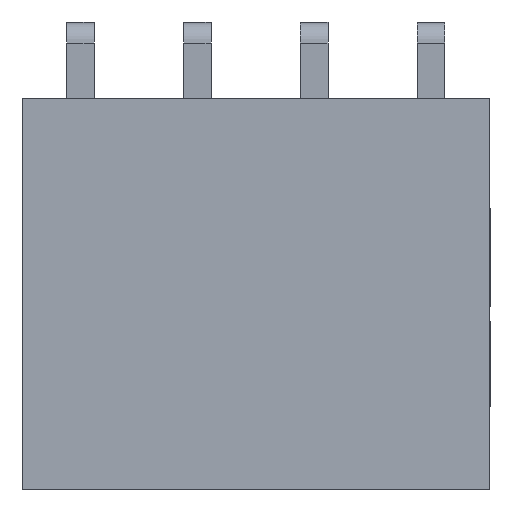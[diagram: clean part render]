
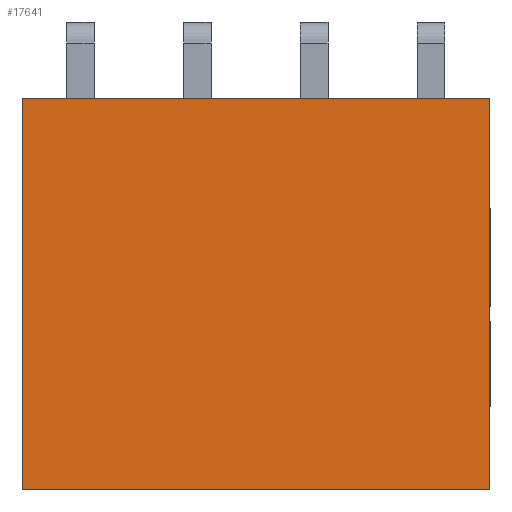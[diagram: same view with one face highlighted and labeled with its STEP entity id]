
A CAD part, top view. The second image highlights one B-rep face of the part: STEP entity #17641.
In plain terms, the highlighted planar face has unit normal (0, 0, 1).
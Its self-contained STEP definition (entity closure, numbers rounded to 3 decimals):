
#364 = DIRECTION ( 'NONE',  ( 1., 0., 0. ) ) ;
#477 = LINE ( 'NONE', #7494, #22574 ) ;
#480 = CARTESIAN_POINT ( 'NONE',  ( 0., -0.825, 2.5 ) ) ;
#1381 = VERTEX_POINT ( 'NONE', #17504 ) ;
#1905 = CARTESIAN_POINT ( 'NONE',  ( 5.08, 3.425, 2.5 ) ) ;
#1929 = DIRECTION ( 'NONE',  ( -1., 0., 0. ) ) ;
#2258 = AXIS2_PLACEMENT_3D ( 'NONE', #480, #9467, #364 ) ;
#3547 = LINE ( 'NONE', #15467, #10772 ) ;
#4554 = VERTEX_POINT ( 'NONE', #8572 ) ;
#4975 = LINE ( 'NONE', #5306, #22453 ) ;
#5306 = CARTESIAN_POINT ( 'NONE',  ( 5.08, 3.425, 2.5 ) ) ;
#7494 = CARTESIAN_POINT ( 'NONE',  ( -5.08, -5.075, 2.5 ) ) ;
#7590 = LINE ( 'NONE', #9328, #21366 ) ;
#7856 = ORIENTED_EDGE ( 'NONE', *, *, #15419, .T. ) ;
#8499 = ORIENTED_EDGE ( 'NONE', *, *, #11191, .T. ) ;
#8572 = CARTESIAN_POINT ( 'NONE',  ( -5.08, -5.075, 2.5 ) ) ;
#9328 = CARTESIAN_POINT ( 'NONE',  ( -5.08, 3.425, 2.5 ) ) ;
#9441 = DIRECTION ( 'NONE',  ( 0., -1., 0. ) ) ;
#9467 = DIRECTION ( 'NONE',  ( 0., 0., 1. ) ) ;
#10772 = VECTOR ( 'NONE', #1929, 1000. ) ;
#11146 = EDGE_CURVE ( 'NONE', #21398, #18432, #4975, .T. ) ;
#11191 = EDGE_CURVE ( 'NONE', #1381, #4554, #7590, .T. ) ;
#12673 = CARTESIAN_POINT ( 'NONE',  ( 5.08, -5.075, 2.5 ) ) ;
#14600 = FACE_OUTER_BOUND ( 'NONE', #17201, .T. ) ;
#15101 = ORIENTED_EDGE ( 'NONE', *, *, #11146, .T. ) ;
#15419 = EDGE_CURVE ( 'NONE', #4554, #21398, #477, .T. ) ;
#15467 = CARTESIAN_POINT ( 'NONE',  ( -5.08, 3.425, 2.5 ) ) ;
#16333 = PLANE ( 'NONE',  #2258 ) ;
#16438 = DIRECTION ( 'NONE',  ( 1., 0., 0. ) ) ;
#17201 = EDGE_LOOP ( 'NONE', ( #15101, #20588, #8499, #7856 ) ) ;
#17504 = CARTESIAN_POINT ( 'NONE',  ( -5.08, 3.425, 2.5 ) ) ;
#17564 = DIRECTION ( 'NONE',  ( 0., 1., 0. ) ) ;
#17641 = ADVANCED_FACE ( 'NONE', ( #14600 ), #16333, .T. ) ;
#18432 = VERTEX_POINT ( 'NONE', #1905 ) ;
#20588 = ORIENTED_EDGE ( 'NONE', *, *, #21666, .T. ) ;
#21366 = VECTOR ( 'NONE', #9441, 1000. ) ;
#21398 = VERTEX_POINT ( 'NONE', #12673 ) ;
#21666 = EDGE_CURVE ( 'NONE', #18432, #1381, #3547, .T. ) ;
#22453 = VECTOR ( 'NONE', #17564, 1000. ) ;
#22574 = VECTOR ( 'NONE', #16438, 1000. ) ;
